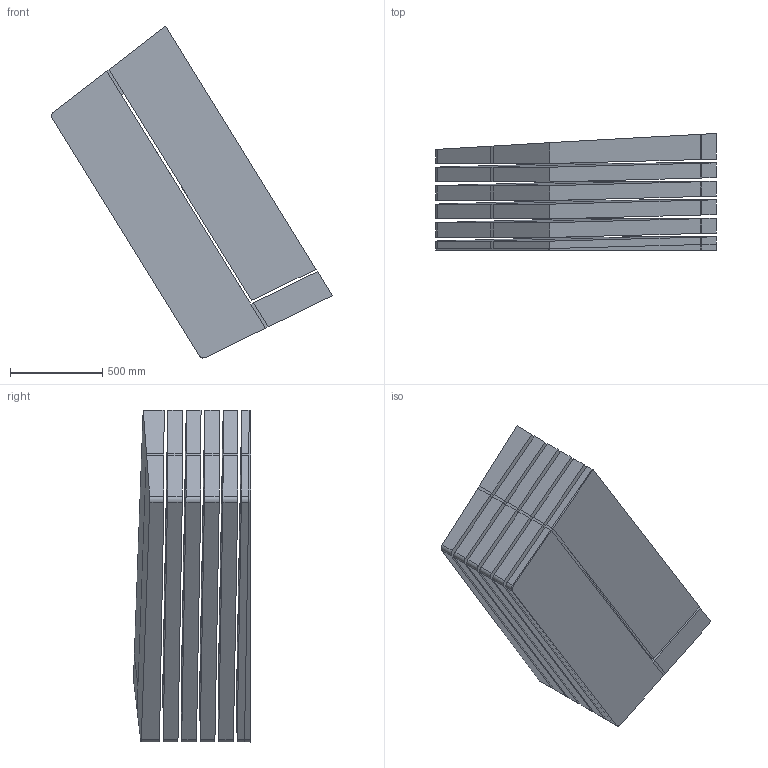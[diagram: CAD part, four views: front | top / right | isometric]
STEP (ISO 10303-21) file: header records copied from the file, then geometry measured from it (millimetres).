
FILE_DESCRIPTION(('FreeCAD Model'),'2;1');
FILE_NAME('detailed_DCLL/DCLL_sample_envelope_lithium_lead.step', '2018-01-22T16:29:01',('FreeCAD'),('FreeCAD'), 'Open CASCADE STEP processor 7.1','FreeCAD','Unknown');
FILE_SCHEMA(('AUTOMOTIVE_DESIGN_CC2 { 1 2 10303 214 -1 1 5 4 }'));
Length unit declared in the file: millimetre
Products named in the file (36): Open CASCADE STEP translator 7.1 5; Open CASCADE STEP translator 7.1 5.1; Open CASCADE STEP translator 7.1 5.2; Open CASCADE STEP translator 7.1 5.3; Open CASCADE STEP translator 7.1 5.4; Open CASCADE STEP translator 7.1 5.5; Open CASCADE STEP translator 7.1 5.6; Open CASCADE STEP translator 7.1 5.7; Open CASCADE STEP translator 7.1 5.8; Open CASCADE STEP translator 7.1 5.9; Open CASCADE STEP translator 7.1 5.10; Open CASCADE STEP translator 7.1 5.11; Open CASCADE STEP translator 7.1 5.12; Open CASCADE STEP translator 7.1 5.13; Open CASCADE STEP translator 7.1 5.14; Open CASCADE STEP translator 7.1 5.15; Open CASCADE STEP translator 7.1 5.16; Open CASCADE STEP translator 7.1 5.17; Open CASCADE STEP translator 7.1 5.18; Open CASCADE STEP translator 7.1 5.19; Open CASCADE STEP translator 7.1 5.20; Open CASCADE STEP translator 7.1 5.21; Open CASCADE STEP translator 7.1 5.22; Open CASCADE STEP translator 7.1 5.23; Open CASCADE STEP translator 7.1 5.24; Open CASCADE STEP translator 7.1 5.25; Open CASCADE STEP translator 7.1 5.26; Open CASCADE STEP translator 7.1 5.27; Open CASCADE STEP translator 7.1 5.28; Open CASCADE STEP translator 7.1 5.29; Open CASCADE STEP translator 7.1 5.30; Open CASCADE STEP translator 7.1 5.31; Open CASCADE STEP translator 7.1 5.32; Open CASCADE STEP translator 7.1 5.33; Open CASCADE STEP translator 7.1 5.34; Open CASCADE STEP translator 7.1 5.35
Assembly tree (35 placements, depth 2):
  Open CASCADE STEP translator 7.1 5
    Open CASCADE STEP translator 7.1 5.1
    Open CASCADE STEP translator 7.1 5.2
    Open CASCADE STEP translator 7.1 5.3
    Open CASCADE STEP translator 7.1 5.4
    Open CASCADE STEP translator 7.1 5.5
    Open CASCADE STEP translator 7.1 5.6
    Open CASCADE STEP translator 7.1 5.7
    Open CASCADE STEP translator 7.1 5.8
    Open CASCADE STEP translator 7.1 5.9
    Open CASCADE STEP translator 7.1 5.10
    Open CASCADE STEP translator 7.1 5.11
    Open CASCADE STEP translator 7.1 5.12
    Open CASCADE STEP translator 7.1 5.13
    Open CASCADE STEP translator 7.1 5.14
    Open CASCADE STEP translator 7.1 5.15
    Open CASCADE STEP translator 7.1 5.16
    Open CASCADE STEP translator 7.1 5.17
    Open CASCADE STEP translator 7.1 5.18
    Open CASCADE STEP translator 7.1 5.19
    Open CASCADE STEP translator 7.1 5.20
    Open CASCADE STEP translator 7.1 5.21
    Open CASCADE STEP translator 7.1 5.22
    Open CASCADE STEP translator 7.1 5.23
    Open CASCADE STEP translator 7.1 5.24
    Open CASCADE STEP translator 7.1 5.25
    Open CASCADE STEP translator 7.1 5.26
    Open CASCADE STEP translator 7.1 5.27
    Open CASCADE STEP translator 7.1 5.28
    Open CASCADE STEP translator 7.1 5.29
    Open CASCADE STEP translator 7.1 5.30
    Open CASCADE STEP translator 7.1 5.31
    Open CASCADE STEP translator 7.1 5.32
    Open CASCADE STEP translator 7.1 5.33
    Open CASCADE STEP translator 7.1 5.34
    Open CASCADE STEP translator 7.1 5.35
Bounding box: 1519.66 x 633.51 x 1796.93 mm (x, y, z)
Volume: 613994470.4 mm3; surface area: 22274703.6 mm2
Topology: 35 solids, 35 shells, 238 faces, 506 edges, 338 vertices
Faces by surface type: plane 224, cylinder 14
Entity records: 12717 total; most frequent: CARTESIAN_POINT 3239, DIRECTION 1177, ORIENTED_EDGE 1012, PCURVE 1012, DEFINITIONAL_REPRESENTATION 1012, B_SPLINE_CURVE_WITH_KNOTS 915, LINE 547, VECTOR 547
